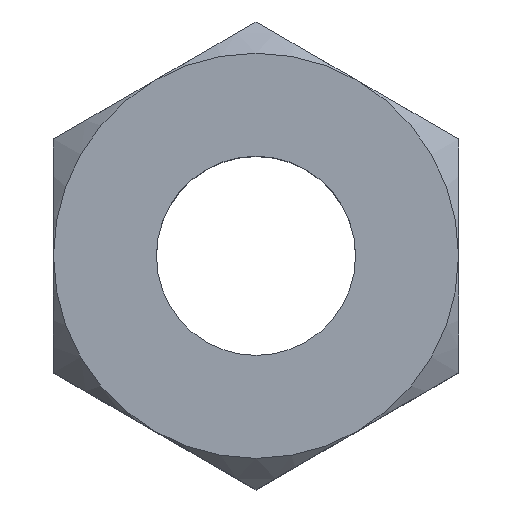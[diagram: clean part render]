
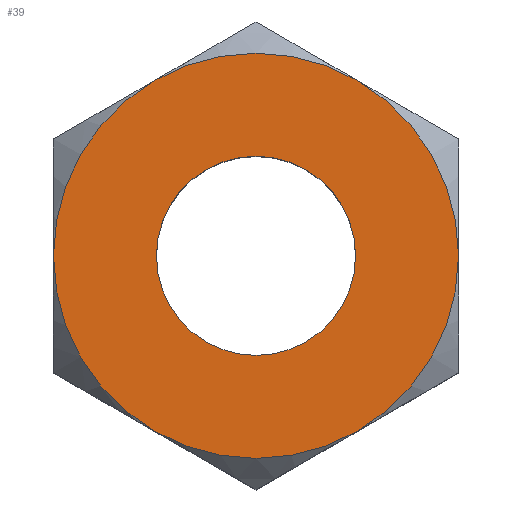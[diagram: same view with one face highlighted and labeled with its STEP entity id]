
A CAD part, top view. The second image highlights one B-rep face of the part: STEP entity #39.
In plain terms, the highlighted planar face has unit normal (0, 0, 1).
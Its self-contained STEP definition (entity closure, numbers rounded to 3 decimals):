
#7 = EDGE_CURVE ( 'REUNA', #775, #646, #593, .T. ) ;
#13 = CIRCLE ( 'NONE', #340, 5. ) ;
#23 = AXIS2_PLACEMENT_3D ( 'NONE', #267, #221, #215 ) ;
#31 = CARTESIAN_POINT ( 'NONE',  ( 2.458, 0., 2.5 ) ) ;
#32 = CARTESIAN_POINT ( 'NONE',  ( 0., 0., 2.5 ) ) ;
#33 = CARTESIAN_POINT ( 'NONE',  ( 0., 0., 2.5 ) ) ;
#39 = ADVANCED_FACE ( 'TASO', ( #567, #559 ), #760, .T. ) ;
#42 = CARTESIAN_POINT ( 'NONE',  ( -5., 0., 2.5 ) ) ;
#46 = DIRECTION ( 'NONE',  ( -1., 0., 0. ) ) ;
#72 = AXIS2_PLACEMENT_3D ( 'NONE', #186, #184, #143 ) ;
#92 = CARTESIAN_POINT ( 'NONE',  ( 5., 0., 2.5 ) ) ;
#94 = DIRECTION ( 'NONE',  ( 0., 0., -1. ) ) ;
#99 = CARTESIAN_POINT ( 'NONE',  ( 0., 0., 2.5 ) ) ;
#116 = CIRCLE ( 'NONE', #72, 5. ) ;
#124 = AXIS2_PLACEMENT_3D ( 'NONE', #308, #759, #756 ) ;
#134 = VERTEX_POINT ( 'NONE', #399 ) ;
#143 = DIRECTION ( 'NONE',  ( 1., 0., 0. ) ) ;
#147 = DIRECTION ( 'NONE',  ( 1., 0., 0. ) ) ;
#152 = DIRECTION ( 'NONE',  ( 0., 0., 1. ) ) ;
#158 = CARTESIAN_POINT ( 'NONE',  ( 0., 0., 2.5 ) ) ;
#164 = VERTEX_POINT ( 'NONE', #200 ) ;
#172 = DIRECTION ( 'NONE',  ( 1., 0., 0. ) ) ;
#179 = AXIS2_PLACEMENT_3D ( 'NONE', #209, #409, #172 ) ;
#184 = DIRECTION ( 'NONE',  ( 0., 0., 1. ) ) ;
#186 = CARTESIAN_POINT ( 'NONE',  ( 0., 0., 2.5 ) ) ;
#200 = CARTESIAN_POINT ( 'NONE',  ( -2.5, -4.33, 2.5 ) ) ;
#203 = DIRECTION ( 'NONE',  ( 0., 0., 1. ) ) ;
#209 = CARTESIAN_POINT ( 'NONE',  ( 0., 0., 2.5 ) ) ;
#215 = DIRECTION ( 'NONE',  ( 1., 0., 0. ) ) ;
#221 = DIRECTION ( 'NONE',  ( 0., 0., 1. ) ) ;
#243 = EDGE_LOOP ( 'NONE', ( #362, #363 ) ) ;
#251 = EDGE_LOOP ( 'NONE', ( #457, #469, #531, #537, #661, #687 ) ) ;
#267 = CARTESIAN_POINT ( 'NONE',  ( 0., 0., 2.5 ) ) ;
#307 = AXIS2_PLACEMENT_3D ( 'NONE', #33, #612, #770 ) ;
#308 = CARTESIAN_POINT ( 'NONE',  ( 0., 5.774, 2.5 ) ) ;
#318 = VERTEX_POINT ( 'NONE', #419 ) ;
#334 = DIRECTION ( 'NONE',  ( 1., 0., 0. ) ) ;
#337 = DIRECTION ( 'NONE',  ( 0., 0., 1. ) ) ;
#340 = AXIS2_PLACEMENT_3D ( 'NONE', #369, #337, #334 ) ;
#343 = EDGE_CURVE ( 'NONE', #134, #709, #116, .T. ) ;
#350 = AXIS2_PLACEMENT_3D ( 'NONE', #158, #152, #147 ) ;
#362 = ORIENTED_EDGE ( 'NONE', *, *, #7, .F. ) ;
#363 = ORIENTED_EDGE ( 'NONE', *, *, #478, .F. ) ;
#369 = CARTESIAN_POINT ( 'NONE',  ( 0., 0., 2.5 ) ) ;
#399 = CARTESIAN_POINT ( 'NONE',  ( 2.5, -4.33, 2.5 ) ) ;
#409 = DIRECTION ( 'NONE',  ( 0., 0., 1. ) ) ;
#419 = CARTESIAN_POINT ( 'NONE',  ( -2.5, 4.33, 2.5 ) ) ;
#457 = ORIENTED_EDGE ( 'NONE', *, *, #343, .T. ) ;
#466 = EDGE_CURVE ( 'NONE', #164, #134, #13, .T. ) ;
#469 = ORIENTED_EDGE ( 'NONE', *, *, #541, .T. ) ;
#478 = EDGE_CURVE ( 'REUNA', #646, #775, #774, .T. ) ;
#480 = EDGE_CURVE ( 'NONE', #573, #164, #765, .T. ) ;
#491 = EDGE_CURVE ( 'NONE', #573, #318, #686, .T. ) ;
#492 = CARTESIAN_POINT ( 'NONE',  ( 2.5, 4.33, 2.5 ) ) ;
#517 = EDGE_CURVE ( 'NONE', #667, #318, #738, .T. ) ;
#531 = ORIENTED_EDGE ( 'NONE', *, *, #517, .T. ) ;
#537 = ORIENTED_EDGE ( 'NONE', *, *, #491, .F. ) ;
#541 = EDGE_CURVE ( 'NONE', #709, #667, #641, .T. ) ;
#559 = FACE_OUTER_BOUND ( 'NONE', #251, .T. ) ;
#567 = FACE_BOUND ( 'NONE', #243, .T. ) ;
#573 = VERTEX_POINT ( 'NONE', #42 ) ;
#574 = DIRECTION ( 'NONE',  ( 1., 0., 0. ) ) ;
#593 = CIRCLE ( 'NONE', #179, 2.458 ) ;
#612 = DIRECTION ( 'NONE',  ( 0., 0., 1. ) ) ;
#633 = CARTESIAN_POINT ( 'NONE',  ( -2.458, 0., 2.5 ) ) ;
#641 = CIRCLE ( 'NONE', #307, 5. ) ;
#646 = VERTEX_POINT ( 'NONE', #633 ) ;
#661 = ORIENTED_EDGE ( 'NONE', *, *, #480, .T. ) ;
#667 = VERTEX_POINT ( 'NONE', #492 ) ;
#686 = CIRCLE ( 'NONE', #721, 5. ) ;
#687 = ORIENTED_EDGE ( 'NONE', *, *, #466, .T. ) ;
#709 = VERTEX_POINT ( 'NONE', #92 ) ;
#721 = AXIS2_PLACEMENT_3D ( 'NONE', #99, #94, #46 ) ;
#738 = CIRCLE ( 'NONE', #781, 5. ) ;
#756 = DIRECTION ( 'NONE',  ( 1., 0., 0. ) ) ;
#759 = DIRECTION ( 'NONE',  ( 0., 0., 1. ) ) ;
#760 = PLANE ( 'NONE',  #124 ) ;
#765 = CIRCLE ( 'NONE', #350, 5. ) ;
#770 = DIRECTION ( 'NONE',  ( 1., 0., 0. ) ) ;
#774 = CIRCLE ( 'NONE', #23, 2.458 ) ;
#775 = VERTEX_POINT ( 'NONE', #31 ) ;
#781 = AXIS2_PLACEMENT_3D ( 'NONE', #32, #203, #574 ) ;
